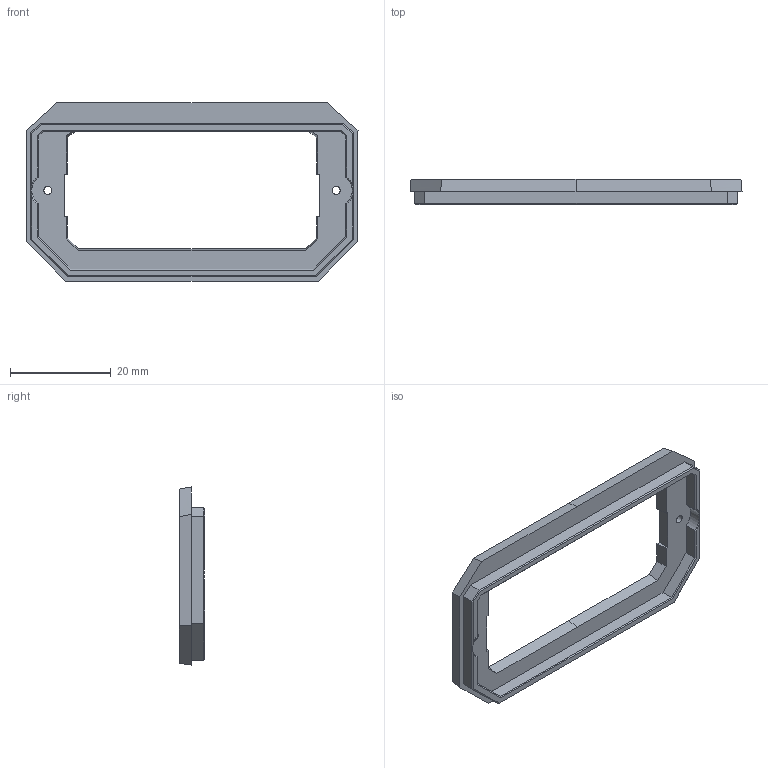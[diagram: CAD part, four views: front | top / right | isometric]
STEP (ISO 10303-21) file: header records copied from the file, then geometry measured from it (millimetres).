
FILE_DESCRIPTION(/* description */ (''),/* implementation_level */ '2;1');
FILE_NAME(/* name */ 'Fuselage 2.step',/* time_stamp */ '2024-06-06T08:51:29+02:00',/* author */ (''),/* organization */ (''),/* preprocessor_version */ 'ST-DEVELOPER v20',/* originating_system */ 'Autodesk Translation Framework v13.14.0.145',/* authorisation */ '');
FILE_SCHEMA (('AUTOMOTIVE_DESIGN { 1 0 10303 214 3 1 1 }'));
Length unit declared in the file: millimetre
Products named in the file (1): Fuselage 2
Bounding box: 65.89 x 5 x 35.37 mm (x, y, z)
Volume: 3091.2 mm3; surface area: 3742.5 mm2
Topology: 1 solids, 1 shells, 73 faces, 193 edges, 122 vertices
Faces by surface type: plane 47, bspline 20, cylinder 4, cone 2
Full cylindrical faces by diameter (mm): 1.6 x2
Entity records: 2630 total; most frequent: CARTESIAN_POINT 968, ORIENTED_EDGE 386, DIRECTION 244, EDGE_CURVE 193, VERTEX_POINT 122, LINE 112, VECTOR 112, EDGE_LOOP 79
